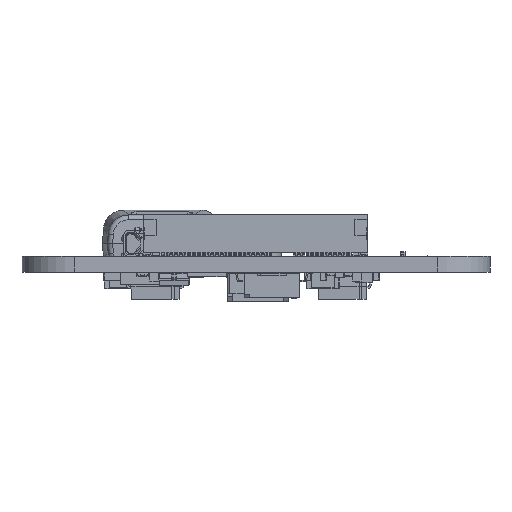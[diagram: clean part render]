
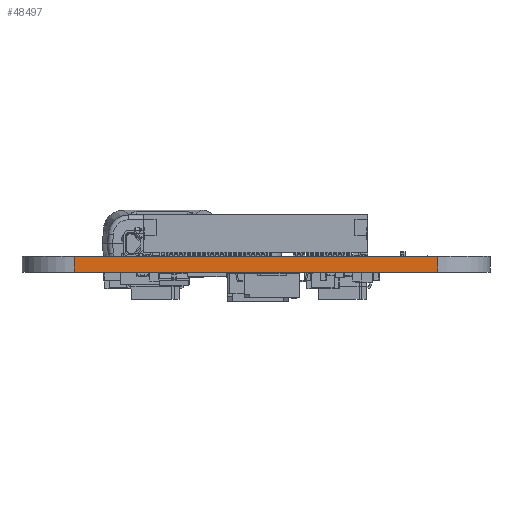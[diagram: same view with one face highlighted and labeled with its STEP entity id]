
A CAD part, left-side view. The second image highlights one B-rep face of the part: STEP entity #48497.
In plain terms, the highlighted planar face has unit normal (-1, 0, 0).
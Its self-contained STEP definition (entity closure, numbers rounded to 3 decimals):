
#38715=FACE_OUTER_BOUND($,#42312,.T.);
#42312=EDGE_LOOP($,(#58833,#58834,#58835,#58836));
#46115=PLANE($,#55530);
#48497=ADVANCED_FACE($,(#38715),#46115,.T.);
#52045=VECTOR($,#104611,35.4);
#52049=VECTOR($,#104615,35.4);
#52055=VECTOR($,#104621,1.55);
#52056=VECTOR($,#104622,1.55);
#53566=LINE($,#110279,#52045);
#53570=LINE($,#110292,#52049);
#53576=LINE($,#110279,#52055);
#53577=LINE($,#110280,#52056);
#55530=AXIS2_PLACEMENT_3D($,#110279,#104628,$);
#58833=ORIENTED_EDGE($,*,*,#77682,.T.);
#58834=ORIENTED_EDGE($,*,*,#77699,.T.);
#58835=ORIENTED_EDGE($,*,*,#77690,.F.);
#58836=ORIENTED_EDGE($,*,*,#77698,.F.);
#77682=EDGE_CURVE($,#91777,#91778,#53566,.T.);
#77690=EDGE_CURVE($,#91786,#91787,#53570,.T.);
#77698=EDGE_CURVE($,#91777,#91786,#53576,.T.);
#77699=EDGE_CURVE($,#91778,#91787,#53577,.T.);
#91777=VERTEX_POINT($,#110279);
#91778=VERTEX_POINT($,#110280);
#91786=VERTEX_POINT($,#110292);
#91787=VERTEX_POINT($,#110293);
#104611=DIRECTION($,(0.,1.,0.));
#104615=DIRECTION($,(0.,1.,0.));
#104621=DIRECTION($,(0.,0.,-1.));
#104622=DIRECTION($,(0.,0.,-1.));
#104628=DIRECTION($,(-1.,0.,0.));
#110279=CARTESIAN_POINT('',(-5.11,5.11,0.));
#110280=CARTESIAN_POINT('',(-5.11,40.51,0.));
#110292=CARTESIAN_POINT('',(-5.11,5.11,-1.55));
#110293=CARTESIAN_POINT('',(-5.11,40.51,-1.55));
